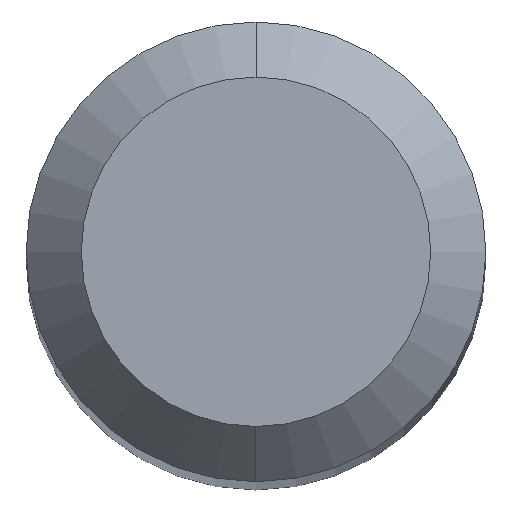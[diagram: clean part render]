
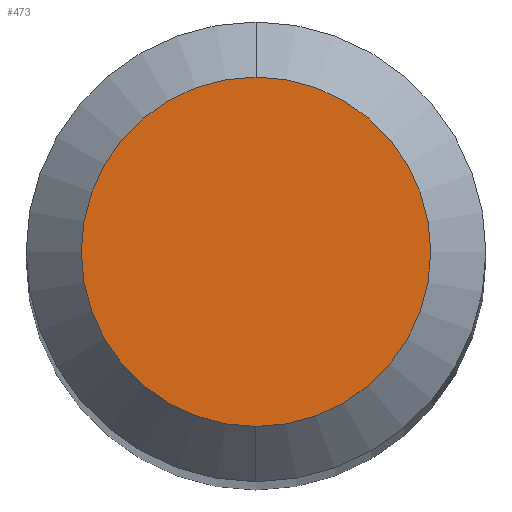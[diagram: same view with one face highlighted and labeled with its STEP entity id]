
A CAD part, top view. The second image highlights one B-rep face of the part: STEP entity #473.
In plain terms, the highlighted planar face has unit normal (0, 0, 1).
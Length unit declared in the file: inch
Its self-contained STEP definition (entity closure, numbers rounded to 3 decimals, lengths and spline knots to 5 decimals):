
#2 = CARTESIAN_POINT ( 'NONE',  ( 0., -0.0475, 0. ) ) ;
#25 = DIRECTION ( 'NONE',  ( 0., -1., 0. ) ) ;
#58 = ORIENTED_EDGE ( 'NONE', *, *, #88, .T. ) ;
#88 = EDGE_CURVE ( 'NONE', #185, #301, #350, .T. ) ;
#112 = DIRECTION ( 'NONE',  ( 0., -1., 0. ) ) ;
#130 = AXIS2_PLACEMENT_3D ( 'NONE', #472, #196, #112 ) ;
#135 = DIRECTION ( 'NONE',  ( 0., 1., 0. ) ) ;
#137 = PLANE ( 'NONE',  #287 ) ;
#181 = CIRCLE ( 'NONE', #467, 0.0475 ) ;
#185 = VERTEX_POINT ( 'NONE', #315 ) ;
#196 = DIRECTION ( 'NONE',  ( 0., 0., 1. ) ) ;
#214 = DIRECTION ( 'NONE',  ( 0., 0., 1. ) ) ;
#250 = DIRECTION ( 'NONE',  ( 0., 0., -1. ) ) ;
#261 = CARTESIAN_POINT ( 'NONE',  ( 0., 0.0475, 0. ) ) ;
#278 = EDGE_LOOP ( 'NONE', ( #58, #458 ) ) ;
#287 = AXIS2_PLACEMENT_3D ( 'NONE', #261, #250, #135 ) ;
#301 = VERTEX_POINT ( 'NONE', #2 ) ;
#315 = CARTESIAN_POINT ( 'NONE',  ( 0., 0.0475, 0. ) ) ;
#333 = CARTESIAN_POINT ( 'NONE',  ( 0., 0., 0. ) ) ;
#350 = CIRCLE ( 'NONE', #130, 0.0475 ) ;
#458 = ORIENTED_EDGE ( 'NONE', *, *, #460, .T. ) ;
#460 = EDGE_CURVE ( 'NONE', #301, #185, #181, .T. ) ;
#467 = AXIS2_PLACEMENT_3D ( 'NONE', #333, #214, #25 ) ;
#472 = CARTESIAN_POINT ( 'NONE',  ( 0., 0., 0. ) ) ;
#473 = ADVANCED_FACE ( 'NONE', ( #494 ), #137, .F. ) ;
#494 = FACE_OUTER_BOUND ( 'NONE', #278, .T. ) ;
